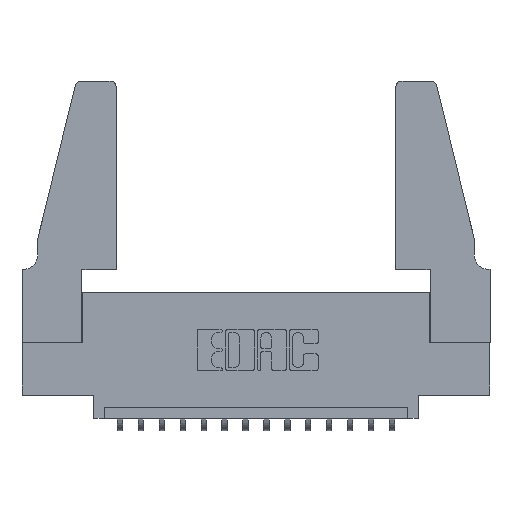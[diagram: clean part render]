
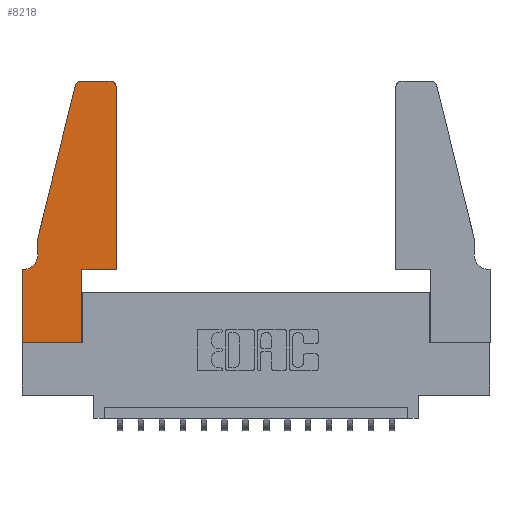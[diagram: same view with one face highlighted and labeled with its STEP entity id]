
A CAD part, top view. The second image highlights one B-rep face of the part: STEP entity #8218.
In plain terms, the highlighted planar face has unit normal (0, 0, 1).
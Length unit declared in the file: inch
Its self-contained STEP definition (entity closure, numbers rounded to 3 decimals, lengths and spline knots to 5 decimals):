
#145 = ORIENTED_EDGE ( 'NONE', *, *, #15112, .T. ) ;
#146 = CARTESIAN_POINT ( 'NONE',  ( 0.2865, 0.35, 0.37 ) ) ;
#637 = VECTOR ( 'NONE', #13556, 39.37008 ) ;
#699 = EDGE_CURVE ( 'NONE', #3720, #7527, #5339, .T. ) ;
#736 = DIRECTION ( 'NONE',  ( 1., 0., 0. ) ) ;
#965 = CARTESIAN_POINT ( 'NONE',  ( 0.284, 1.22, 0.37 ) ) ;
#1231 = EDGE_CURVE ( 'NONE', #3629, #12906, #1743, .T. ) ;
#1252 = AXIS2_PLACEMENT_3D ( 'NONE', #965, #8595, #8749 ) ;
#1297 = ORIENTED_EDGE ( 'NONE', *, *, #11830, .T. ) ;
#1487 = ORIENTED_EDGE ( 'NONE', *, *, #1231, .T. ) ;
#1493 = VERTEX_POINT ( 'NONE', #13034 ) ;
#1548 = CARTESIAN_POINT ( 'NONE',  ( 0., 0.35, 0.37 ) ) ;
#1564 = DIRECTION ( 'NONE',  ( 1., 0., 0. ) ) ;
#1605 = EDGE_CURVE ( 'NONE', #7286, #1493, #9995, .T. ) ;
#1743 = LINE ( 'NONE', #146, #13850 ) ;
#1774 = ORIENTED_EDGE ( 'NONE', *, *, #5649, .T. ) ;
#1929 = LINE ( 'NONE', #16376, #6324 ) ;
#1975 = VECTOR ( 'NONE', #16597, 39.37008 ) ;
#2050 = VECTOR ( 'NONE', #4696, 39.37008 ) ;
#2320 = DIRECTION ( 'NONE',  ( -1., 0., 0. ) ) ;
#2335 = EDGE_CURVE ( 'NONE', #3289, #15725, #1929, .T. ) ;
#3054 = CARTESIAN_POINT ( 'NONE',  ( 0.0055, 0.35, 0.37 ) ) ;
#3107 = CARTESIAN_POINT ( 'NONE',  ( 0.25487, 1.22718, 0.37 ) ) ;
#3230 = CARTESIAN_POINT ( 'NONE',  ( 0.4505, 0.35, 0.37 ) ) ;
#3289 = VERTEX_POINT ( 'NONE', #3054 ) ;
#3384 = LINE ( 'NONE', #14070, #8039 ) ;
#3400 = AXIS2_PLACEMENT_3D ( 'NONE', #15554, #7845, #4095 ) ;
#3629 = VERTEX_POINT ( 'NONE', #6631 ) ;
#3665 = CIRCLE ( 'NONE', #3400, 0.07 ) ;
#3720 = VERTEX_POINT ( 'NONE', #3876 ) ;
#3876 = CARTESIAN_POINT ( 'NONE',  ( 0.0755, 0.5, 0.37 ) ) ;
#4095 = DIRECTION ( 'NONE',  ( -1., 0., 0. ) ) ;
#4239 = DIRECTION ( 'NONE',  ( 1., 0., 0. ) ) ;
#4696 = DIRECTION ( 'NONE',  ( 0., -1., 0. ) ) ;
#4951 = CARTESIAN_POINT ( 'NONE',  ( 0.2865, 0.35, 0.37 ) ) ;
#5070 = EDGE_CURVE ( 'NONE', #7403, #7286, #11960, .T. ) ;
#5173 = ORIENTED_EDGE ( 'NONE', *, *, #6130, .T. ) ;
#5339 = LINE ( 'NONE', #15544, #1975 ) ;
#5513 = ORIENTED_EDGE ( 'NONE', *, *, #699, .T. ) ;
#5649 = EDGE_CURVE ( 'NONE', #7527, #3289, #3665, .T. ) ;
#6130 = EDGE_CURVE ( 'NONE', #13868, #7403, #14782, .T. ) ;
#6284 = ORIENTED_EDGE ( 'NONE', *, *, #9134, .T. ) ;
#6300 = CARTESIAN_POINT ( 'NONE',  ( 0.4505, 1.22, 0.37 ) ) ;
#6324 = VECTOR ( 'NONE', #2320, 39.37008 ) ;
#6631 = CARTESIAN_POINT ( 'NONE',  ( 0.2865, 0., 0.37 ) ) ;
#6689 = ORIENTED_EDGE ( 'NONE', *, *, #15365, .T. ) ;
#6770 = DIRECTION ( 'NONE',  ( 0., 0., 1. ) ) ;
#6980 = ORIENTED_EDGE ( 'NONE', *, *, #7261, .T. ) ;
#7261 = EDGE_CURVE ( 'NONE', #15725, #8425, #11113, .T. ) ;
#7286 = VERTEX_POINT ( 'NONE', #9947 ) ;
#7403 = VERTEX_POINT ( 'NONE', #6300 ) ;
#7476 = CARTESIAN_POINT ( 'NONE',  ( 0.4505, 0.35, 0.37 ) ) ;
#7527 = VERTEX_POINT ( 'NONE', #13681 ) ;
#7572 = DIRECTION ( 'NONE',  ( -0.239, -0.971, 0. ) ) ;
#7647 = ORIENTED_EDGE ( 'NONE', *, *, #1605, .T. ) ;
#7845 = DIRECTION ( 'NONE',  ( 0., 0., -1. ) ) ;
#8039 = VECTOR ( 'NONE', #7572, 39.37008 ) ;
#8106 = DIRECTION ( 'NONE',  ( 1., 0., 0. ) ) ;
#8218 = ADVANCED_FACE ( 'NONE', ( #12077 ), #8990, .T. ) ;
#8425 = VERTEX_POINT ( 'NONE', #13019 ) ;
#8595 = DIRECTION ( 'NONE',  ( 0., 0., 1. ) ) ;
#8676 = DIRECTION ( 'NONE',  ( 0., 0., 1. ) ) ;
#8749 = DIRECTION ( 'NONE',  ( 1., 0., 0. ) ) ;
#8990 = PLANE ( 'NONE',  #11216 ) ;
#9134 = EDGE_CURVE ( 'NONE', #10957, #3720, #3384, .T. ) ;
#9227 = CARTESIAN_POINT ( 'NONE',  ( 0., 0., 0.37 ) ) ;
#9460 = ORIENTED_EDGE ( 'NONE', *, *, #2335, .T. ) ;
#9561 = DIRECTION ( 'NONE',  ( -1., 0., 0. ) ) ;
#9947 = CARTESIAN_POINT ( 'NONE',  ( 0.4205, 1.25, 0.37 ) ) ;
#9995 = LINE ( 'NONE', #13557, #12406 ) ;
#10286 = CARTESIAN_POINT ( 'NONE',  ( 0., 0.35, 0.37 ) ) ;
#10346 = DIRECTION ( 'NONE',  ( 0., 1., 0. ) ) ;
#10957 = VERTEX_POINT ( 'NONE', #3107 ) ;
#11113 = LINE ( 'NONE', #13579, #2050 ) ;
#11216 = AXIS2_PLACEMENT_3D ( 'NONE', #10286, #6770, #4239 ) ;
#11830 = EDGE_CURVE ( 'NONE', #8425, #3629, #13983, .T. ) ;
#11919 = AXIS2_PLACEMENT_3D ( 'NONE', #15040, #8676, #736 ) ;
#11960 = CIRCLE ( 'NONE', #11919, 0.03 ) ;
#12047 = EDGE_LOOP ( 'NONE', ( #7647, #6689, #6284, #5513, #1774, #9460, #6980, #1297, #1487, #145, #5173, #12627 ) ) ;
#12077 = FACE_OUTER_BOUND ( 'NONE', #12047, .T. ) ;
#12406 = VECTOR ( 'NONE', #9561, 39.37008 ) ;
#12627 = ORIENTED_EDGE ( 'NONE', *, *, #5070, .T. ) ;
#12906 = VERTEX_POINT ( 'NONE', #4951 ) ;
#13019 = CARTESIAN_POINT ( 'NONE',  ( 0., 0., 0.37 ) ) ;
#13034 = CARTESIAN_POINT ( 'NONE',  ( 0.284, 1.25, 0.37 ) ) ;
#13042 = LINE ( 'NONE', #15746, #15681 ) ;
#13556 = DIRECTION ( 'NONE',  ( 0., 1., 0. ) ) ;
#13557 = CARTESIAN_POINT ( 'NONE',  ( 0.2605, 1.25, 0.37 ) ) ;
#13579 = CARTESIAN_POINT ( 'NONE',  ( 0., 0., 0.37 ) ) ;
#13681 = CARTESIAN_POINT ( 'NONE',  ( 0.0755, 0.42, 0.37 ) ) ;
#13850 = VECTOR ( 'NONE', #10346, 39.37008 ) ;
#13868 = VERTEX_POINT ( 'NONE', #7476 ) ;
#13983 = LINE ( 'NONE', #9227, #15396 ) ;
#14070 = CARTESIAN_POINT ( 'NONE',  ( 0.0755, 0.5, 0.37 ) ) ;
#14782 = LINE ( 'NONE', #3230, #637 ) ;
#14874 = CIRCLE ( 'NONE', #1252, 0.03 ) ;
#15040 = CARTESIAN_POINT ( 'NONE',  ( 0.4205, 1.22, 0.37 ) ) ;
#15112 = EDGE_CURVE ( 'NONE', #12906, #13868, #13042, .T. ) ;
#15365 = EDGE_CURVE ( 'NONE', #1493, #10957, #14874, .T. ) ;
#15396 = VECTOR ( 'NONE', #8106, 39.37008 ) ;
#15544 = CARTESIAN_POINT ( 'NONE',  ( 0.0755, 0.5, 0.37 ) ) ;
#15554 = CARTESIAN_POINT ( 'NONE',  ( 0.0055, 0.42, 0.37 ) ) ;
#15681 = VECTOR ( 'NONE', #1564, 39.37008 ) ;
#15725 = VERTEX_POINT ( 'NONE', #1548 ) ;
#15746 = CARTESIAN_POINT ( 'NONE',  ( 0.4505, 0.35, 0.37 ) ) ;
#16376 = CARTESIAN_POINT ( 'NONE',  ( 0.0755, 0.35, 0.37 ) ) ;
#16597 = DIRECTION ( 'NONE',  ( 0., -1., 0. ) ) ;
